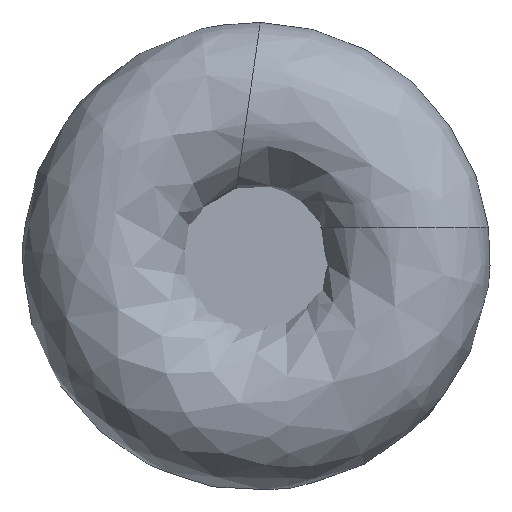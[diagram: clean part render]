
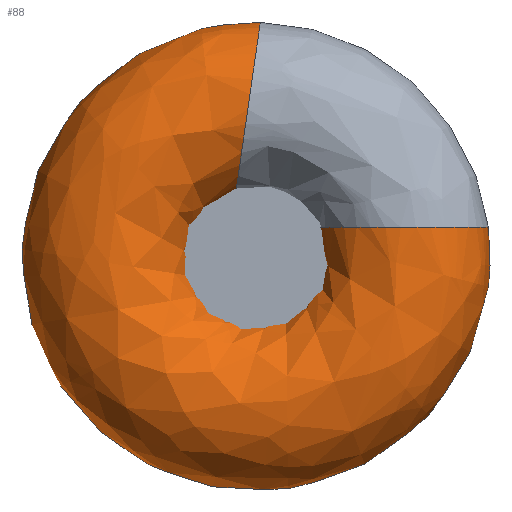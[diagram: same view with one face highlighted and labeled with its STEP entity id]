
A CAD part, left-side view. The second image highlights one B-rep face of the part: STEP entity #88.
In plain terms, the highlighted free-form (B-spline) face has degree [3, 3] with [7, 7] control points.
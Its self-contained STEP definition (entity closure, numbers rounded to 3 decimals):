
#32=(
BOUNDED_SURFACE()
B_SPLINE_SURFACE(3,3,((#460,#461,#462,#463,#464,#465,#466),(#467,#468,#469,
#470,#471,#472,#473),(#474,#475,#476,#477,#478,#479,#480),(#481,#482,#483,
#484,#485,#486,#487),(#488,#489,#490,#491,#492,#493,#494),(#495,#496,#497,
#498,#499,#500,#501),(#502,#503,#504,#505,#506,#507,#508)),
 .UNSPECIFIED.,.T.,.F.,.F.)
B_SPLINE_SURFACE_WITH_KNOTS((1,3,3,3,1),(4,3,4),(-0.5,0.,0.5,1.,1.5),(0.,
0.5,1.),.UNSPECIFIED.)
GEOMETRIC_REPRESENTATION_ITEM()
RATIONAL_B_SPLINE_SURFACE(((1.,0.566,0.566,1.,0.566,
0.566,1.),(0.333,0.189,0.189,
0.333,0.189,0.189,0.333),
(0.333,0.189,0.189,0.333,
0.189,0.189,0.333),(1.,0.566,
0.566,1.,0.566,0.566,1.),(0.333,
0.189,0.189,0.333,0.189,
0.189,0.333),(0.333,0.189,
0.189,0.333,0.189,0.189,
0.333),(1.,0.566,0.566,1.,0.566,
0.566,1.)))
REPRESENTATION_ITEM('')
SURFACE()
);
#88=ADVANCED_FACE('',(#120,#121),#32,.F.);
#120=FACE_BOUND('',#154,.T.);
#121=FACE_BOUND('',#155,.T.);
#154=EDGE_LOOP('',(#188));
#155=EDGE_LOOP('',(#189));
#188=ORIENTED_EDGE('',*,*,#224,.T.);
#189=ORIENTED_EDGE('',*,*,#225,.T.);
#207=VERTEX_POINT('',#457);
#208=VERTEX_POINT('',#459);
#224=EDGE_CURVE('',#207,#207,#241,.T.);
#225=EDGE_CURVE('',#208,#208,#242,.T.);
#241=CIRCLE('',#274,6.);
#242=CIRCLE('',#275,6.);
#274=AXIS2_PLACEMENT_3D('',#456,#339,#340);
#275=AXIS2_PLACEMENT_3D('',#458,#341,#342);
#339=DIRECTION('',(0.,0.99,0.143));
#340=DIRECTION('',(1.,0.,0.));
#341=DIRECTION('',(0.,0.,-1.));
#342=DIRECTION('',(1.,0.,0.));
#456=CARTESIAN_POINT('',(6.,0.569,10.059));
#457=CARTESIAN_POINT('',(12.,0.569,10.059));
#458=CARTESIAN_POINT('',(6.,-9.874,2.));
#459=CARTESIAN_POINT('',(12.,-9.874,2.));
#460=CARTESIAN_POINT('',(12.,-9.874,2.));
#461=CARTESIAN_POINT('',(12.,-12.081,-8.893));
#462=CARTESIAN_POINT('',(12.,-2.644,-14.766));
#463=CARTESIAN_POINT('',(12.,6.155,-7.976));
#464=CARTESIAN_POINT('',(12.,14.954,-1.186));
#465=CARTESIAN_POINT('',(12.,11.666,9.431));
#466=CARTESIAN_POINT('',(12.,0.569,10.059));
#467=CARTESIAN_POINT('',(12.,2.126,2.));
#468=CARTESIAN_POINT('',(12.,-0.081,4.345));
#469=CARTESIAN_POINT('',(12.,-3.049,3.097));
#470=CARTESIAN_POINT('',(12.,-2.916,-0.12));
#471=CARTESIAN_POINT('',(12.,-2.783,-3.337));
#472=CARTESIAN_POINT('',(12.,0.277,-4.337));
#473=CARTESIAN_POINT('',(12.,2.283,-1.818));
#474=CARTESIAN_POINT('',(0.,2.126,2.));
#475=CARTESIAN_POINT('',(0.,-0.081,4.345));
#476=CARTESIAN_POINT('',(0.,-3.049,3.097));
#477=CARTESIAN_POINT('',(0.,-2.916,-0.12));
#478=CARTESIAN_POINT('',(0.,-2.783,-3.337));
#479=CARTESIAN_POINT('',(0.,0.277,-4.337));
#480=CARTESIAN_POINT('',(0.,2.283,-1.818));
#481=CARTESIAN_POINT('',(0.,-9.874,2.));
#482=CARTESIAN_POINT('',(0.,-12.081,-8.893));
#483=CARTESIAN_POINT('',(0.,-2.644,-14.766));
#484=CARTESIAN_POINT('',(0.,6.155,-7.976));
#485=CARTESIAN_POINT('',(0.,14.954,-1.186));
#486=CARTESIAN_POINT('',(0.,11.666,9.431));
#487=CARTESIAN_POINT('',(0.,0.569,10.059));
#488=CARTESIAN_POINT('',(0.,-21.874,2.));
#489=CARTESIAN_POINT('',(0.,-24.081,-22.132));
#490=CARTESIAN_POINT('',(0.,-2.24,-32.63));
#491=CARTESIAN_POINT('',(0.,15.226,-15.832));
#492=CARTESIAN_POINT('',(0.,32.692,0.966));
#493=CARTESIAN_POINT('',(0.,23.054,23.199));
#494=CARTESIAN_POINT('',(0.,-1.145,21.936));
#495=CARTESIAN_POINT('',(12.,-21.874,2.));
#496=CARTESIAN_POINT('',(12.,-24.081,-22.132));
#497=CARTESIAN_POINT('',(12.,-2.24,-32.63));
#498=CARTESIAN_POINT('',(12.,15.226,-15.832));
#499=CARTESIAN_POINT('',(12.,32.692,0.966));
#500=CARTESIAN_POINT('',(12.,23.054,23.199));
#501=CARTESIAN_POINT('',(12.,-1.145,21.936));
#502=CARTESIAN_POINT('',(12.,-9.874,2.));
#503=CARTESIAN_POINT('',(12.,-12.081,-8.893));
#504=CARTESIAN_POINT('',(12.,-2.644,-14.766));
#505=CARTESIAN_POINT('',(12.,6.155,-7.976));
#506=CARTESIAN_POINT('',(12.,14.954,-1.186));
#507=CARTESIAN_POINT('',(12.,11.666,9.431));
#508=CARTESIAN_POINT('',(12.,0.569,10.059));
